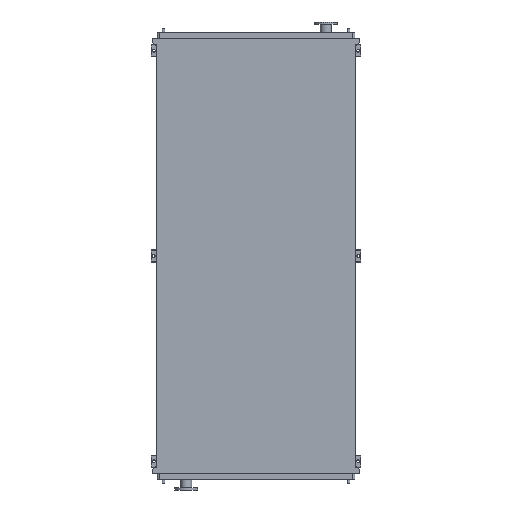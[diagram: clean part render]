
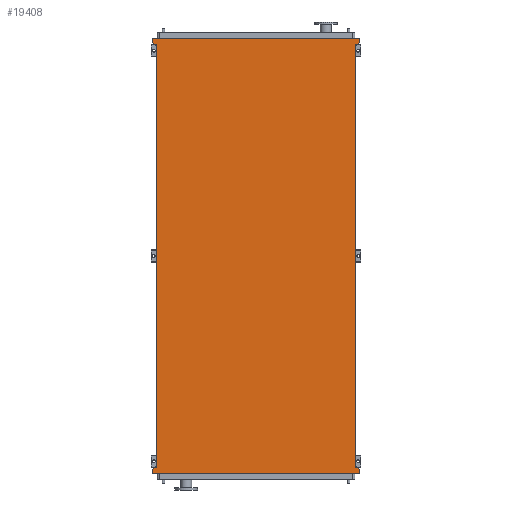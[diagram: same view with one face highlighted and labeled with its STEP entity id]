
A CAD part, front view. The second image highlights one B-rep face of the part: STEP entity #19408.
In plain terms, the highlighted planar face has unit normal (0, -1, 0).
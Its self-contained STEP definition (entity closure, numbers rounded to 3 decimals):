
#372 = VERTEX_POINT ( 'NONE', #2805 ) ;
#513 = VERTEX_POINT ( 'NONE', #16559 ) ;
#553 = VERTEX_POINT ( 'NONE', #14846 ) ;
#617 = VERTEX_POINT ( 'NONE', #13093 ) ;
#721 = DIRECTION ( 'NONE',  ( 0., 0., 1. ) ) ;
#1101 = EDGE_CURVE ( 'NONE', #617, #18005, #12639, .T. ) ;
#1167 = DIRECTION ( 'NONE',  ( 0., 0., -1. ) ) ;
#1335 = VECTOR ( 'NONE', #14807, 1000. ) ;
#1985 = EDGE_CURVE ( 'NONE', #513, #10348, #4995, .T. ) ;
#1997 = EDGE_CURVE ( 'NONE', #553, #372, #18736, .T. ) ;
#2035 = CARTESIAN_POINT ( 'NONE',  ( 1011., 0., 53. ) ) ;
#2155 = CARTESIAN_POINT ( 'NONE',  ( 1011., 0., 53. ) ) ;
#2171 = LINE ( 'NONE', #20627, #3345 ) ;
#2276 = CARTESIAN_POINT ( 'NONE',  ( -965., 0., -4050. ) ) ;
#2523 = LINE ( 'NONE', #21731, #11310 ) ;
#2690 = VECTOR ( 'NONE', #9351, 1000. ) ;
#2705 = FACE_OUTER_BOUND ( 'NONE', #4167, .T. ) ;
#2799 = ORIENTED_EDGE ( 'NONE', *, *, #11898, .F. ) ;
#2805 = CARTESIAN_POINT ( 'NONE',  ( -1011., 0., 95. ) ) ;
#3015 = VERTEX_POINT ( 'NONE', #8868 ) ;
#3345 = VECTOR ( 'NONE', #13166, 1000. ) ;
#3581 = CARTESIAN_POINT ( 'NONE',  ( -965., 0., 0. ) ) ;
#4072 = CARTESIAN_POINT ( 'NONE',  ( -965., 0., -4050. ) ) ;
#4167 = EDGE_LOOP ( 'NONE', ( #21514, #17528, #5591, #23112, #15294, #18872, #21477, #11932, #12252, #10475, #15263, #2799 ) ) ;
#4240 = DIRECTION ( 'NONE',  ( 0., 0., -1. ) ) ;
#4273 = EDGE_CURVE ( 'NONE', #18821, #10348, #6387, .T. ) ;
#4995 = LINE ( 'NONE', #21161, #5587 ) ;
#5448 = VECTOR ( 'NONE', #5965, 1000. ) ;
#5587 = VECTOR ( 'NONE', #23024, 1000. ) ;
#5591 = ORIENTED_EDGE ( 'NONE', *, *, #11655, .F. ) ;
#5781 = VERTEX_POINT ( 'NONE', #11582 ) ;
#5782 = VECTOR ( 'NONE', #20888, 1000. ) ;
#5876 = CARTESIAN_POINT ( 'NONE',  ( -1011., 0., -4103. ) ) ;
#5965 = DIRECTION ( 'NONE',  ( 0., 0., 1. ) ) ;
#6307 = LINE ( 'NONE', #8726, #20610 ) ;
#6387 = LINE ( 'NONE', #2155, #5782 ) ;
#7773 = CARTESIAN_POINT ( 'NONE',  ( -1011., 0., -4103. ) ) ;
#7946 = PLANE ( 'NONE',  #21543 ) ;
#8100 = DIRECTION ( 'NONE',  ( 0., 0., -1. ) ) ;
#8726 = CARTESIAN_POINT ( 'NONE',  ( 1011., 0., 95. ) ) ;
#8829 = VECTOR ( 'NONE', #721, 1000. ) ;
#8868 = CARTESIAN_POINT ( 'NONE',  ( -965., 0., 0. ) ) ;
#9231 = CARTESIAN_POINT ( 'NONE',  ( 965., 0., 0. ) ) ;
#9351 = DIRECTION ( 'NONE',  ( 0., 0., 1. ) ) ;
#9498 = VECTOR ( 'NONE', #15275, 1000. ) ;
#9812 = VERTEX_POINT ( 'NONE', #18390 ) ;
#10348 = VERTEX_POINT ( 'NONE', #9231 ) ;
#10475 = ORIENTED_EDGE ( 'NONE', *, *, #11009, .F. ) ;
#10641 = EDGE_CURVE ( 'NONE', #3015, #553, #11309, .T. ) ;
#11009 = EDGE_CURVE ( 'NONE', #9812, #617, #19177, .T. ) ;
#11309 = LINE ( 'NONE', #3581, #1335 ) ;
#11310 = VECTOR ( 'NONE', #23588, 1000. ) ;
#11582 = CARTESIAN_POINT ( 'NONE',  ( 1011., 0., 95. ) ) ;
#11655 = EDGE_CURVE ( 'NONE', #5781, #18821, #6307, .T. ) ;
#11898 = EDGE_CURVE ( 'NONE', #513, #20714, #2171, .T. ) ;
#11924 = CARTESIAN_POINT ( 'NONE',  ( -1011., 0., 53. ) ) ;
#11932 = ORIENTED_EDGE ( 'NONE', *, *, #18006, .F. ) ;
#12252 = ORIENTED_EDGE ( 'NONE', *, *, #1101, .F. ) ;
#12324 = DIRECTION ( 'NONE',  ( -1., 0., 0. ) ) ;
#12639 = LINE ( 'NONE', #14975, #2690 ) ;
#13068 = EDGE_CURVE ( 'NONE', #20714, #9812, #18827, .T. ) ;
#13093 = CARTESIAN_POINT ( 'NONE',  ( -1011., 0., -4145. ) ) ;
#13166 = DIRECTION ( 'NONE',  ( 0.655, 0., -0.755 ) ) ;
#13858 = VECTOR ( 'NONE', #8100, 1000. ) ;
#14446 = LINE ( 'NONE', #5876, #9498 ) ;
#14807 = DIRECTION ( 'NONE',  ( -0.655, 0., 0.755 ) ) ;
#14846 = CARTESIAN_POINT ( 'NONE',  ( -1011., 0., 53. ) ) ;
#14975 = CARTESIAN_POINT ( 'NONE',  ( -1011., 0., -4145. ) ) ;
#15263 = ORIENTED_EDGE ( 'NONE', *, *, #13068, .F. ) ;
#15275 = DIRECTION ( 'NONE',  ( 0.655, 0., 0.755 ) ) ;
#15294 = ORIENTED_EDGE ( 'NONE', *, *, #1997, .F. ) ;
#15437 = DIRECTION ( 'NONE',  ( 0., -1., 0. ) ) ;
#16362 = EDGE_CURVE ( 'NONE', #372, #5781, #2523, .T. ) ;
#16559 = CARTESIAN_POINT ( 'NONE',  ( 965., 0., -4050. ) ) ;
#17502 = CARTESIAN_POINT ( 'NONE',  ( 1011., 0., -4103. ) ) ;
#17528 = ORIENTED_EDGE ( 'NONE', *, *, #4273, .F. ) ;
#18005 = VERTEX_POINT ( 'NONE', #7773 ) ;
#18006 = EDGE_CURVE ( 'NONE', #18005, #23404, #14446, .T. ) ;
#18390 = CARTESIAN_POINT ( 'NONE',  ( 1011., 0., -4145. ) ) ;
#18736 = LINE ( 'NONE', #11924, #8829 ) ;
#18821 = VERTEX_POINT ( 'NONE', #2035 ) ;
#18827 = LINE ( 'NONE', #19249, #13858 ) ;
#18872 = ORIENTED_EDGE ( 'NONE', *, *, #10641, .F. ) ;
#19055 = CARTESIAN_POINT ( 'NONE',  ( -965., 0., -4050. ) ) ;
#19177 = LINE ( 'NONE', #23507, #24125 ) ;
#19249 = CARTESIAN_POINT ( 'NONE',  ( 1011., 0., -4103. ) ) ;
#19408 = ADVANCED_FACE ( 'NONE', ( #2705 ), #7946, .T. ) ;
#19761 = LINE ( 'NONE', #4072, #5448 ) ;
#20610 = VECTOR ( 'NONE', #1167, 1000. ) ;
#20627 = CARTESIAN_POINT ( 'NONE',  ( 965., 0., -4050. ) ) ;
#20714 = VERTEX_POINT ( 'NONE', #17502 ) ;
#20888 = DIRECTION ( 'NONE',  ( -0.655, 0., -0.755 ) ) ;
#21161 = CARTESIAN_POINT ( 'NONE',  ( 965., 0., -4050. ) ) ;
#21477 = ORIENTED_EDGE ( 'NONE', *, *, #24002, .F. ) ;
#21514 = ORIENTED_EDGE ( 'NONE', *, *, #1985, .T. ) ;
#21543 = AXIS2_PLACEMENT_3D ( 'NONE', #2276, #15437, #4240 ) ;
#21731 = CARTESIAN_POINT ( 'NONE',  ( -1011., 0., 95. ) ) ;
#23024 = DIRECTION ( 'NONE',  ( 0., 0., 1. ) ) ;
#23112 = ORIENTED_EDGE ( 'NONE', *, *, #16362, .F. ) ;
#23404 = VERTEX_POINT ( 'NONE', #19055 ) ;
#23507 = CARTESIAN_POINT ( 'NONE',  ( 1011., 0., -4145. ) ) ;
#23588 = DIRECTION ( 'NONE',  ( 1., 0., 0. ) ) ;
#24002 = EDGE_CURVE ( 'NONE', #23404, #3015, #19761, .T. ) ;
#24125 = VECTOR ( 'NONE', #12324, 1000. ) ;
